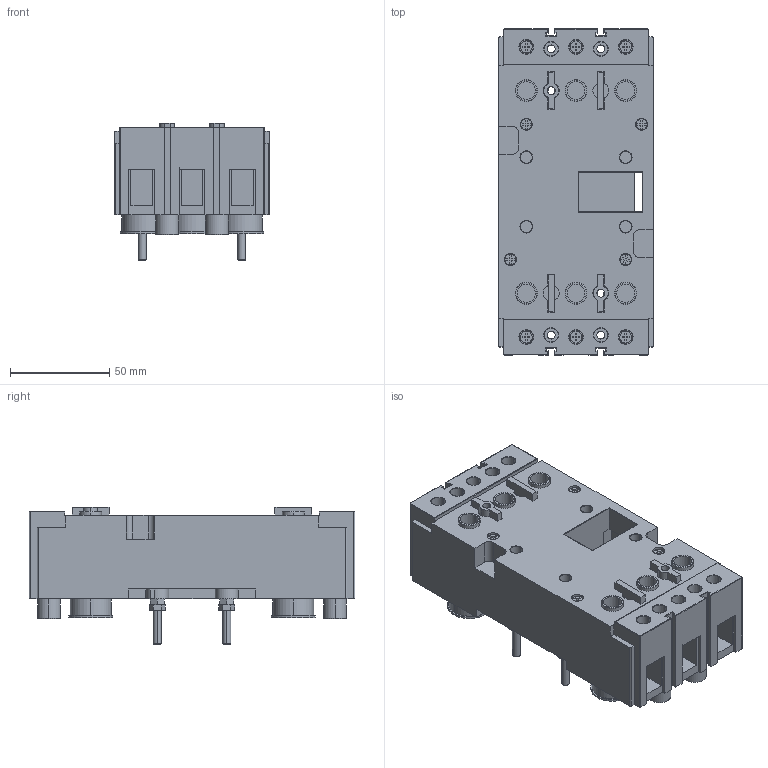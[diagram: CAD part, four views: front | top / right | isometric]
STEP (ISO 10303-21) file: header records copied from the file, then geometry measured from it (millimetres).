
FILE_DESCRIPTION (( 'STEP AP203' ), '1' );
FILE_NAME ('Ïàíåëü âòû÷íàÿ PM-99-1 ïåðåäíåãî ïðèñîåäèíåíèÿ äëÿ ÂÀ-99 125À.STEP', '2016-10-24T10:17:52', ( 'kuryshev' ), ( '' ), 'SwSTEP 2.0', 'SolidWorks 2010', '' );
FILE_SCHEMA (( 'CONFIG_CONTROL_DESIGN' ));
Length unit declared in the file: millimetre
Products named in the file (1): Ïàíåëü âòû÷íàÿ PM-99-1 ïåðåäíåãî ïðèñîåäèíåíèÿ äëÿ ÂÀ-99 125À
Bounding box: 78 x 164 x 69 mm (x, y, z)
Volume: 467603.6 mm3; surface area: 85065 mm2
Topology: 1 solids, 1 shells, 834 faces, 2035 edges, 1290 vertices
Faces by surface type: plane 508, cylinder 266, torus 52, cone 8
Entity records: 24248 total; most frequent: CARTESIAN_POINT 4424, DIRECTION 4081, ORIENTED_EDGE 4070, EDGE_CURVE 2035, LINE 1483, VECTOR 1483, AXIS2_PLACEMENT_3D 1299, VERTEX_POINT 1290
